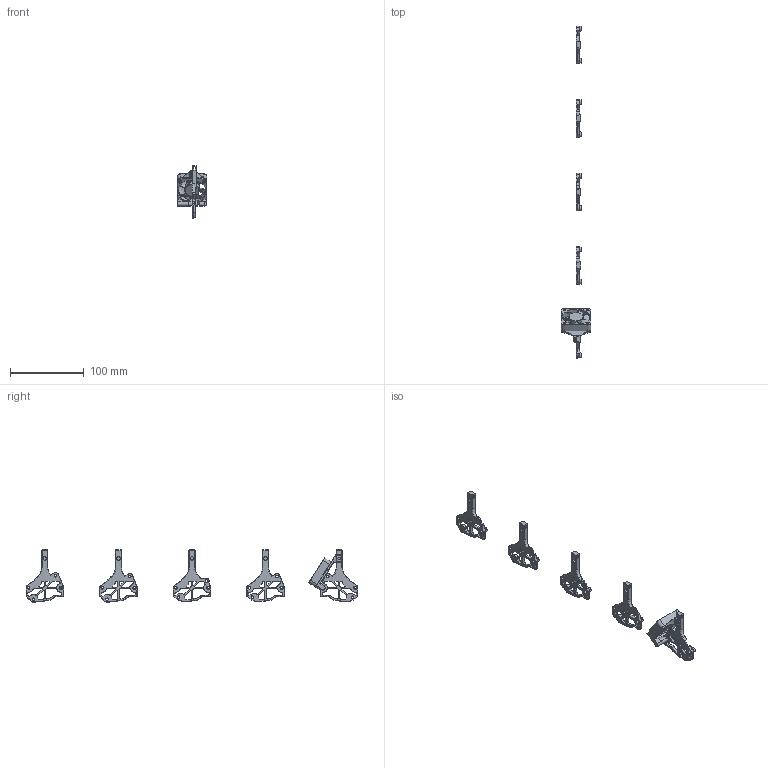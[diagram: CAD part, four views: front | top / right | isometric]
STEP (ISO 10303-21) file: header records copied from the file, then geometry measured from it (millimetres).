
FILE_DESCRIPTION(/* description */ (''),/* implementation_level */ '2;1');
FILE_NAME(/* name */ '',/* time_stamp */ '2024-11-07T18:56:25+08:00',/* author */ (''),/* organization */ (''),/* preprocessor_version */ 'ST-DEVELOPER v20',/* originating_system */ 'Autodesk Translation Framework v13.20.0.188',/* authorisation */ '');
FILE_SCHEMA (('AUTOMOTIVE_DESIGN { 1 0 10303 214 3 1 1 }'));
Products named in the file (8): 36CAN支架带4010风扇; Orbiter v1.5左手; Orbiter v1.5右手; HGX; CW2 v1; Orbiter v2.0; 风扇支架; 4010 v1
Assembly tree (7 placements, depth 2):
  36CAN支架带4010风扇
    Orbiter v1.5左手
    Orbiter v1.5右手
    HGX
    CW2 v1
    Orbiter v2.0
    风扇支架
    4010 v1
Bounding box: 40.1 x 451.18 x 71.38 mm (x, y, z)
Volume: 39665.4 mm3; surface area: 35908.2 mm2
Topology: 7 solids, 7 shells, 1462 faces, 3646 edges, 2207 vertices
Faces by surface type: plane 670, cone 370, cylinder 341, bspline 80, torus 1
Full cylindrical faces by diameter (mm): 2.8 x1, 3.2 x4, 3.4 x16, 3.45 x4, 3.5 x2, 4.7 x14, 18.8 x1, 19.2 x1, 20 x1, 38 x2
Entity records: 52120 total; most frequent: CARTESIAN_POINT 16831, DIRECTION 7366, ORIENTED_EDGE 7292, EDGE_CURVE 3646, AXIS2_PLACEMENT_3D 2569, LINE 2228, VECTOR 2228, VERTEX_POINT 2207
